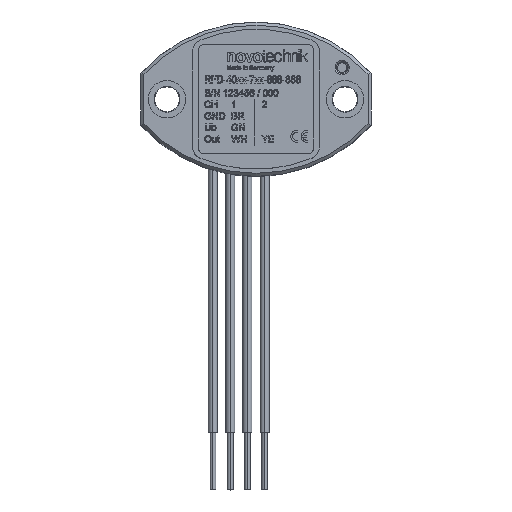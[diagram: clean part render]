
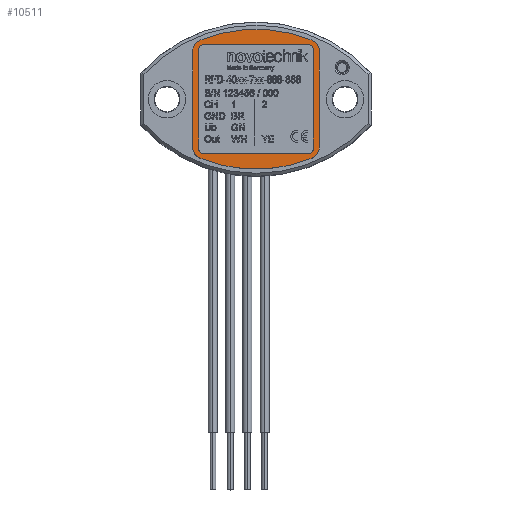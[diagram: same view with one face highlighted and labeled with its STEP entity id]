
A CAD part, top view. The second image highlights one B-rep face of the part: STEP entity #10511.
In plain terms, the highlighted planar face has unit normal (0, 0, 1).
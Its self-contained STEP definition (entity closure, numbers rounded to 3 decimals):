
#2866 = CARTESIAN_POINT ( 'NONE',  ( 10.766, 9.365, 6.6 ) ) ;
#5176 = DIRECTION ( 'NONE',  ( 1., 0., 0. ) ) ;
#6536 = CARTESIAN_POINT ( 'NONE',  ( 10.995, 8.416, 6.6 ) ) ;
#9048 = CARTESIAN_POINT ( 'NONE',  ( 10.995, -8.416, 6.6 ) ) ;
#9136 = CARTESIAN_POINT ( 'NONE',  ( -10.545, 9.695, 6.6 ) ) ;
#10174 = ORIENTED_EDGE ( 'NONE', *, *, #84695, .T. ) ;
#10511 = ADVANCED_FACE ( 'NONE', ( #25195 ), #95223, .T. ) ;
#12157 = VERTEX_POINT ( 'NONE', #93563 ) ;
#12786 = CARTESIAN_POINT ( 'NONE',  ( 10.413, 9.84, 6.6 ) ) ;
#14085 = CARTESIAN_POINT ( 'NONE',  ( 0., 13.549, 6.6 ) ) ;
#14611 = ORIENTED_EDGE ( 'NONE', *, *, #111802, .T. ) ;
#14703 = CARTESIAN_POINT ( 'NONE',  ( -10.995, -8.416, 6.6 ) ) ;
#16681 = ORIENTED_EDGE ( 'NONE', *, *, #66629, .T. ) ;
#17048 = EDGE_CURVE ( 'NONE', #78558, #53679, #73044, .T. ) ;
#20274 = CARTESIAN_POINT ( 'NONE',  ( -10.764, 9.368, 6.6 ) ) ;
#20660 = CARTESIAN_POINT ( 'NONE',  ( 10.995, 8.416, 6.6 ) ) ;
#21761 = EDGE_CURVE ( 'NONE', #47857, #43566, #87837, .T. ) ;
#22086 = CARTESIAN_POINT ( 'NONE',  ( -10.995, -8.416, 6.6 ) ) ;
#22716 = CARTESIAN_POINT ( 'NONE',  ( 9.937, 10.191, 6.6 ) ) ;
#24016 = DIRECTION ( 'NONE',  ( 1., 0., 0. ) ) ;
#25195 = FACE_OUTER_BOUND ( 'NONE', #52717, .T. ) ;
#26492 = DIRECTION ( 'NONE',  ( 0., 1., 0. ) ) ;
#31088 = AXIS2_PLACEMENT_3D ( 'NONE', #94336, #94372, #94228 ) ;
#34447 = CARTESIAN_POINT ( 'NONE',  ( -10.851, -9.186, 6.6 ) ) ;
#43566 = VERTEX_POINT ( 'NONE', #9048 ) ;
#44318 = CARTESIAN_POINT ( 'NONE',  ( -10.547, -9.692, 6.6 ) ) ;
#46710 = LINE ( 'NONE', #75405, #72821 ) ;
#47362 = CARTESIAN_POINT ( 'NONE',  ( -10.411, 9.841, 6.6 ) ) ;
#47857 = VERTEX_POINT ( 'NONE', #73276 ) ;
#49535 = CARTESIAN_POINT ( 'NONE',  ( 10.995, -8.416, 6.6 ) ) ;
#49658 = CARTESIAN_POINT ( 'NONE',  ( 10.995, -8.615, 6.6 ) ) ;
#49683 = CARTESIAN_POINT ( 'NONE',  ( 10.965, -8.813, 6.6 ) ) ;
#49778 = CARTESIAN_POINT ( 'NONE',  ( 10.85, -9.188, 6.6 ) ) ;
#49884 = B_SPLINE_CURVE_WITH_KNOTS ( 'NONE', 3,
 ( #14703, #73506, #93268, #34447, #103163, #44318, #113043, #54165, #122956, #64046 ),
 .UNSPECIFIED., .F., .F.,
 ( 4, 2, 2, 2, 4 ),
 ( 0., 0.001, 0.001, 0.002, 0.002 ),
 .UNSPECIFIED. ) ;
#49941 = CARTESIAN_POINT ( 'NONE',  ( 10.764, -9.368, 6.6 ) ) ;
#49963 = CARTESIAN_POINT ( 'NONE',  ( 10.545, -9.695, 6.6 ) ) ;
#50089 = CARTESIAN_POINT ( 'NONE',  ( 10.411, -9.841, 6.6 ) ) ;
#50117 = CARTESIAN_POINT ( 'NONE',  ( 10.105, -10.091, 6.6 ) ) ;
#50499 = CARTESIAN_POINT ( 'NONE',  ( 9.753, -10.266, 6.6 ) ) ;
#51663 = CARTESIAN_POINT ( 'NONE',  ( 9.937, -10.191, 6.6 ) ) ;
#52313 = ORIENTED_EDGE ( 'NONE', *, *, #21761, .T. ) ;
#52717 = EDGE_LOOP ( 'NONE', ( #121177, #52313, #10174, #14611, #112712, #61735, #77541, #16681 ) ) ;
#53679 = VERTEX_POINT ( 'NONE', #83040 ) ;
#54165 = CARTESIAN_POINT ( 'NONE',  ( -10.109, -10.088, 6.6 ) ) ;
#57221 = EDGE_CURVE ( 'NONE', #53679, #67810, #58441, .T. ) ;
#58441 = LINE ( 'NONE', #85615, #84547 ) ;
#61725 = CARTESIAN_POINT ( 'NONE',  ( 10.851, 9.186, 6.6 ) ) ;
#61735 = ORIENTED_EDGE ( 'NONE', *, *, #17048, .T. ) ;
#64006 = DIRECTION ( 'NONE',  ( 0., 0., 1. ) ) ;
#64046 = CARTESIAN_POINT ( 'NONE',  ( -9.753, -10.266, 6.6 ) ) ;
#66629 = EDGE_CURVE ( 'NONE', #67810, #80155, #49884, .T. ) ;
#67810 = VERTEX_POINT ( 'NONE', #22086 ) ;
#69569 = EDGE_CURVE ( 'NONE', #80155, #47857, #91966, .T. ) ;
#71620 = CARTESIAN_POINT ( 'NONE',  ( 10.547, 9.692, 6.6 ) ) ;
#72821 = VECTOR ( 'NONE', #26492, 1000. ) ;
#73044 = B_SPLINE_CURVE_WITH_KNOTS ( 'NONE', 3,
 ( #98726, #97183, #96793, #47362, #9136, #20274, #96766, #96626, #96477, #96382 ),
 .UNSPECIFIED., .F., .F.,
 ( 4, 2, 2, 2, 4 ),
 ( 0., 0.001, 0.001, 0.002, 0.002 ),
 .UNSPECIFIED. ) ;
#73276 = CARTESIAN_POINT ( 'NONE',  ( 9.753, -10.266, 6.6 ) ) ;
#73506 = CARTESIAN_POINT ( 'NONE',  ( -10.995, -8.615, 6.6 ) ) ;
#75405 = CARTESIAN_POINT ( 'NONE',  ( 10.995, -14.1, 6.6 ) ) ;
#77541 = ORIENTED_EDGE ( 'NONE', *, *, #57221, .T. ) ;
#77667 = CARTESIAN_POINT ( 'NONE',  ( -9.753, 10.266, 6.6 ) ) ;
#78530 = CIRCLE ( 'NONE', #90216, 25.735 ) ;
#78558 = VERTEX_POINT ( 'NONE', #77667 ) ;
#79282 = CARTESIAN_POINT ( 'NONE',  ( -9.753, -10.266, 6.6 ) ) ;
#80155 = VERTEX_POINT ( 'NONE', #79282 ) ;
#81467 = CARTESIAN_POINT ( 'NONE',  ( 10.109, 10.088, 6.6 ) ) ;
#82767 = DIRECTION ( 'NONE',  ( 0., 0., 1. ) ) ;
#83040 = CARTESIAN_POINT ( 'NONE',  ( -10.995, 8.416, 6.6 ) ) ;
#84084 = B_SPLINE_CURVE_WITH_KNOTS ( 'NONE', 3,
 ( #6536, #100839, #120616, #61725, #2866, #71620, #12786, #81467, #22716, #91380 ),
 .UNSPECIFIED., .F., .F.,
 ( 4, 2, 2, 2, 4 ),
 ( 0., 0.001, 0.001, 0.002, 0.002 ),
 .UNSPECIFIED. ) ;
#84547 = VECTOR ( 'NONE', #103709, 1000. ) ;
#84695 = EDGE_CURVE ( 'NONE', #43566, #99861, #46710, .T. ) ;
#85615 = CARTESIAN_POINT ( 'NONE',  ( -10.995, -14.1, 6.6 ) ) ;
#87492 = AXIS2_PLACEMENT_3D ( 'NONE', #14085, #82767, #24016 ) ;
#87837 = B_SPLINE_CURVE_WITH_KNOTS ( 'NONE', 3,
 ( #50499, #51663, #50117, #50089, #49963, #49941, #49778, #49683, #49658, #49535 ),
 .UNSPECIFIED., .F., .F.,
 ( 4, 2, 2, 2, 4 ),
 ( 0., 0.001, 0.001, 0.002, 0.002 ),
 .UNSPECIFIED. ) ;
#90216 = AXIS2_PLACEMENT_3D ( 'NONE', #122920, #64006, #5176 ) ;
#91380 = CARTESIAN_POINT ( 'NONE',  ( 9.753, 10.266, 6.6 ) ) ;
#91966 = CIRCLE ( 'NONE', #87492, 25.735 ) ;
#93268 = CARTESIAN_POINT ( 'NONE',  ( -10.966, -8.808, 6.6 ) ) ;
#93563 = CARTESIAN_POINT ( 'NONE',  ( 9.753, 10.266, 6.6 ) ) ;
#93758 = EDGE_CURVE ( 'NONE', #12157, #78558, #78530, .T. ) ;
#94228 = DIRECTION ( 'NONE',  ( 1., 0., 0. ) ) ;
#94336 = CARTESIAN_POINT ( 'NONE',  ( 0., -14.1, 6.6 ) ) ;
#94372 = DIRECTION ( 'NONE',  ( 0., 0., 1. ) ) ;
#95223 = PLANE ( 'NONE',  #31088 ) ;
#96382 = CARTESIAN_POINT ( 'NONE',  ( -10.995, 8.416, 6.6 ) ) ;
#96477 = CARTESIAN_POINT ( 'NONE',  ( -10.995, 8.615, 6.6 ) ) ;
#96626 = CARTESIAN_POINT ( 'NONE',  ( -10.965, 8.813, 6.6 ) ) ;
#96766 = CARTESIAN_POINT ( 'NONE',  ( -10.85, 9.188, 6.6 ) ) ;
#96793 = CARTESIAN_POINT ( 'NONE',  ( -10.105, 10.091, 6.6 ) ) ;
#97183 = CARTESIAN_POINT ( 'NONE',  ( -9.937, 10.191, 6.6 ) ) ;
#98726 = CARTESIAN_POINT ( 'NONE',  ( -9.753, 10.266, 6.6 ) ) ;
#99861 = VERTEX_POINT ( 'NONE', #20660 ) ;
#100839 = CARTESIAN_POINT ( 'NONE',  ( 10.995, 8.615, 6.6 ) ) ;
#103163 = CARTESIAN_POINT ( 'NONE',  ( -10.766, -9.365, 6.6 ) ) ;
#103709 = DIRECTION ( 'NONE',  ( 0., -1., 0. ) ) ;
#111802 = EDGE_CURVE ( 'NONE', #99861, #12157, #84084, .T. ) ;
#112712 = ORIENTED_EDGE ( 'NONE', *, *, #93758, .T. ) ;
#113043 = CARTESIAN_POINT ( 'NONE',  ( -10.413, -9.84, 6.6 ) ) ;
#120616 = CARTESIAN_POINT ( 'NONE',  ( 10.966, 8.808, 6.6 ) ) ;
#121177 = ORIENTED_EDGE ( 'NONE', *, *, #69569, .T. ) ;
#122920 = CARTESIAN_POINT ( 'NONE',  ( 0., -13.549, 6.6 ) ) ;
#122956 = CARTESIAN_POINT ( 'NONE',  ( -9.937, -10.191, 6.6 ) ) ;
